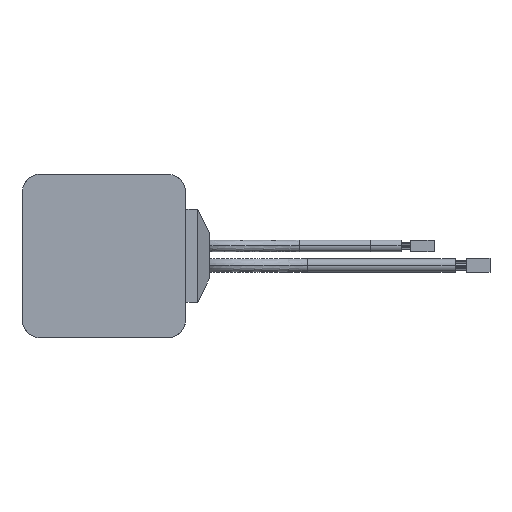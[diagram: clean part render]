
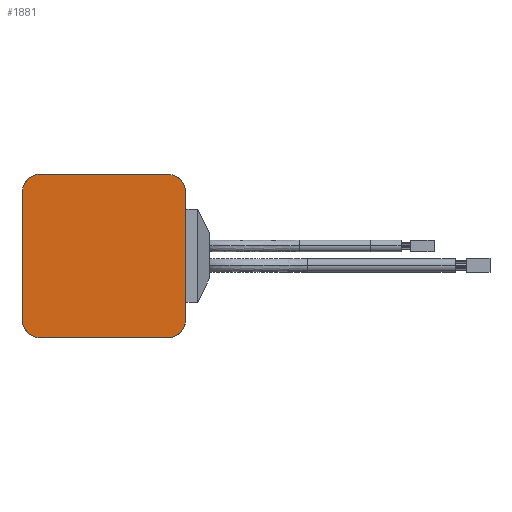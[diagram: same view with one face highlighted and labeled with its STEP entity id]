
A CAD part, front view. The second image highlights one B-rep face of the part: STEP entity #1881.
In plain terms, the highlighted planar face has unit normal (0, -1, 0).
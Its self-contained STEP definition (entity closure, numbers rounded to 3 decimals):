
#1654=CARTESIAN_POINT('',(16.1,0.,-16.1));
#1655=DIRECTION('',(0.,-1.,0.));
#1656=DIRECTION('',(0.,0.,-1.));
#1657=AXIS2_PLACEMENT_3D('',#1654,#1655,#1656);
#1659=DIRECTION('',(-1.,0.,0.));
#1660=VECTOR('',#1659,32.2);
#1661=CARTESIAN_POINT('',(16.1,0.,-21.1));
#1662=LINE('',#1661,#1660);
#1663=CARTESIAN_POINT('',(-16.1,0.,-16.1));
#1664=DIRECTION('',(0.,-1.,0.));
#1665=DIRECTION('',(-1.,0.,0.));
#1666=AXIS2_PLACEMENT_3D('',#1663,#1664,#1665);
#1668=DIRECTION('',(0.,0.,1.));
#1669=VECTOR('',#1668,32.2);
#1670=CARTESIAN_POINT('',(-21.1,0.,-16.1));
#1671=LINE('',#1670,#1669);
#1672=CARTESIAN_POINT('',(-16.1,0.,16.1));
#1673=DIRECTION('',(0.,-1.,0.));
#1674=DIRECTION('',(0.,0.,1.));
#1675=AXIS2_PLACEMENT_3D('',#1672,#1673,#1674);
#1677=DIRECTION('',(1.,0.,0.));
#1678=VECTOR('',#1677,32.2);
#1679=CARTESIAN_POINT('',(-16.1,0.,21.1));
#1680=LINE('',#1679,#1678);
#1681=CARTESIAN_POINT('',(16.1,0.,16.1));
#1682=DIRECTION('',(0.,-1.,0.));
#1683=DIRECTION('',(1.,0.,0.));
#1684=AXIS2_PLACEMENT_3D('',#1681,#1682,#1683);
#1686=DIRECTION('',(0.,0.,-1.));
#1687=VECTOR('',#1686,32.2);
#1688=CARTESIAN_POINT('',(21.1,0.,16.1));
#1689=LINE('',#1688,#1687);
#1822=CARTESIAN_POINT('',(16.1,0.,-21.1));
#1823=CARTESIAN_POINT('',(21.1,0.,-16.1));
#1824=VERTEX_POINT('',#1822);
#1825=VERTEX_POINT('',#1823);
#1831=CARTESIAN_POINT('',(-21.1,0.,-16.1));
#1832=CARTESIAN_POINT('',(-16.1,0.,-21.1));
#1833=VERTEX_POINT('',#1831);
#1834=VERTEX_POINT('',#1832);
#1840=CARTESIAN_POINT('',(-16.1,0.,21.1));
#1841=CARTESIAN_POINT('',(-21.1,0.,16.1));
#1842=VERTEX_POINT('',#1840);
#1843=VERTEX_POINT('',#1841);
#1849=CARTESIAN_POINT('',(21.1,0.,16.1));
#1850=CARTESIAN_POINT('',(16.1,0.,21.1));
#1851=VERTEX_POINT('',#1849);
#1852=VERTEX_POINT('',#1850);
#1858=CARTESIAN_POINT('',(0.,0.,0.));
#1859=DIRECTION('',(0.,1.,0.));
#1860=DIRECTION('',(1.,0.,0.));
#1861=AXIS2_PLACEMENT_3D('',#1858,#1859,#1860);
#1862=PLANE('',#1861);
#1864=ORIENTED_EDGE('',*,*,#1863,.F.);
#1866=ORIENTED_EDGE('',*,*,#1865,.T.);
#1868=ORIENTED_EDGE('',*,*,#1867,.F.);
#1870=ORIENTED_EDGE('',*,*,#1869,.T.);
#1872=ORIENTED_EDGE('',*,*,#1871,.F.);
#1874=ORIENTED_EDGE('',*,*,#1873,.T.);
#1876=ORIENTED_EDGE('',*,*,#1875,.F.);
#1878=ORIENTED_EDGE('',*,*,#1877,.T.);
#1879=EDGE_LOOP('',(#1864,#1866,#1868,#1870,#1872,#1874,#1876,#1878));
#1880=FACE_OUTER_BOUND('',#1879,.F.);
#1881=ADVANCED_FACE('',(#1880),#1862,.F.);
#1658=CIRCLE('',#1657,5.);
#1667=CIRCLE('',#1666,5.);
#1676=CIRCLE('',#1675,5.);
#1685=CIRCLE('',#1684,5.);
#1863=EDGE_CURVE('',#1824,#1825,#1658,.T.);
#1865=EDGE_CURVE('',#1824,#1834,#1662,.T.);
#1867=EDGE_CURVE('',#1833,#1834,#1667,.T.);
#1869=EDGE_CURVE('',#1833,#1843,#1671,.T.);
#1871=EDGE_CURVE('',#1842,#1843,#1676,.T.);
#1873=EDGE_CURVE('',#1842,#1852,#1680,.T.);
#1875=EDGE_CURVE('',#1851,#1852,#1685,.T.);
#1877=EDGE_CURVE('',#1851,#1825,#1689,.T.);
